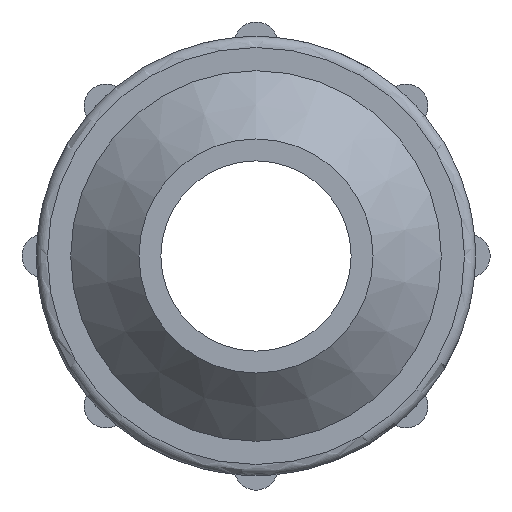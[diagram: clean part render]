
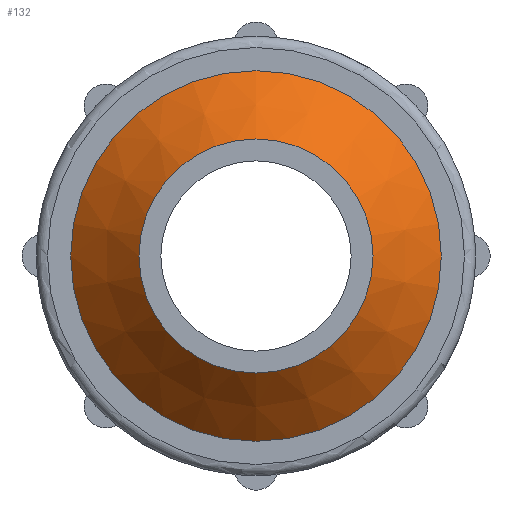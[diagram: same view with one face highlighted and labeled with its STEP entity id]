
A CAD part, left-side view. The second image highlights one B-rep face of the part: STEP entity #132.
In plain terms, the highlighted conical face has half-angle 45 degrees and reference radius 25.333 mm.
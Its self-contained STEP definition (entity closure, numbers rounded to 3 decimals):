
#132 = ADVANCED_FACE( '', ( #272, #273 ), #274, .T. );
#272 = FACE_BOUND( '', #415, .T. );
#273 = FACE_OUTER_BOUND( '', #416, .T. );
#274 = CONICAL_SURFACE( '', #417, 25.333, 0.785 );
#415 = EDGE_LOOP( '', ( #705 ) );
#416 = EDGE_LOOP( '', ( #706 ) );
#417 = AXIS2_PLACEMENT_3D( '', #707, #708, #709 );
#705 = ORIENTED_EDGE( '', *, *, #907, .T. );
#706 = ORIENTED_EDGE( '', *, *, #867, .F. );
#707 = CARTESIAN_POINT( '', ( 48.333, 0., 0. ) );
#708 = DIRECTION( '', ( 1., 0., 0. ) );
#709 = DIRECTION( '', ( 0., 0., -1. ) );
#867 = EDGE_CURVE( '', #1044, #1044, #1045, .T. );
#907 = EDGE_CURVE( '', #1092, #1092, #1093, .T. );
#1044 = VERTEX_POINT( '', #1303 );
#1045 = CIRCLE( '', #1304, 25.333 );
#1092 = VERTEX_POINT( '', #1359 );
#1093 = CIRCLE( '', #1360, 16. );
#1303 = CARTESIAN_POINT( '', ( 48.333, 0., -25.333 ) );
#1304 = AXIS2_PLACEMENT_3D( '', #1573, #1574, #1575 );
#1359 = CARTESIAN_POINT( '', ( 39., 0., -16. ) );
#1360 = AXIS2_PLACEMENT_3D( '', #1629, #1630, #1631 );
#1573 = CARTESIAN_POINT( '', ( 48.333, 0., 0. ) );
#1574 = DIRECTION( '', ( 1., 0., 0. ) );
#1575 = DIRECTION( '', ( 0., 0., -1. ) );
#1629 = CARTESIAN_POINT( '', ( 39., 0., 0. ) );
#1630 = DIRECTION( '', ( 1., 0., 0. ) );
#1631 = DIRECTION( '', ( 0., 0., -1. ) );
